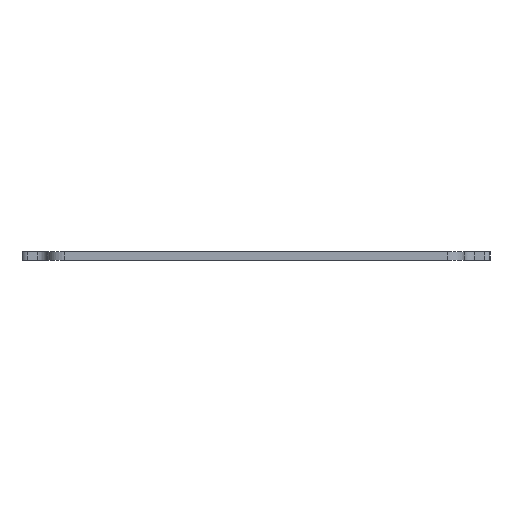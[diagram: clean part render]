
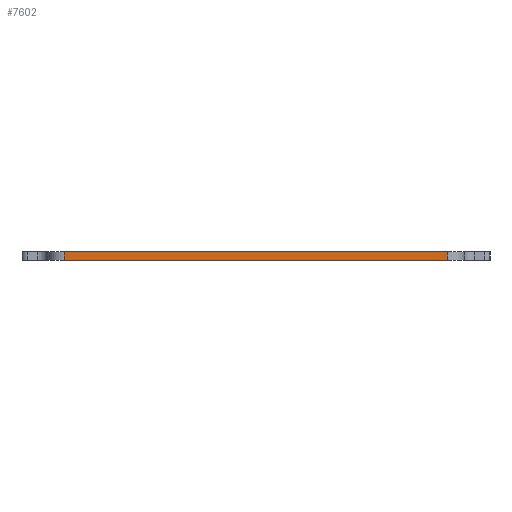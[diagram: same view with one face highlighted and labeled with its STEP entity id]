
A CAD part, left-side view. The second image highlights one B-rep face of the part: STEP entity #7602.
In plain terms, the highlighted planar face has unit normal (-1, 0, 0).
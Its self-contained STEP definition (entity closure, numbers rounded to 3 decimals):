
#161=PLANE('',#8135);
#428=FACE_OUTER_BOUND('',#813,.T.);
#813=EDGE_LOOP('',(#5518,#5519,#5520,#5521));
#1442=LINE('',#11844,#2209);
#1443=LINE('',#11848,#2210);
#1444=LINE('',#11850,#2211);
#1445=LINE('',#11851,#2212);
#2209=VECTOR('',#9478,10.);
#2210=VECTOR('',#9483,10.);
#2211=VECTOR('',#9484,10.);
#2212=VECTOR('',#9485,10.);
#3405=VERTEX_POINT('',#11841);
#3406=VERTEX_POINT('',#11843);
#3407=VERTEX_POINT('',#11847);
#3408=VERTEX_POINT('',#11849);
#4269=EDGE_CURVE('',#3405,#3406,#1442,.T.);
#4271=EDGE_CURVE('',#3405,#3407,#1443,.T.);
#4272=EDGE_CURVE('',#3408,#3407,#1444,.T.);
#4273=EDGE_CURVE('',#3406,#3408,#1445,.T.);
#5518=ORIENTED_EDGE('',*,*,#4271,.T.);
#5519=ORIENTED_EDGE('',*,*,#4272,.F.);
#5520=ORIENTED_EDGE('',*,*,#4273,.F.);
#5521=ORIENTED_EDGE('',*,*,#4269,.F.);
#7602=ADVANCED_FACE('',(#428),#161,.T.);
#8135=AXIS2_PLACEMENT_3D('',#11846,#9481,#9482);
#9478=DIRECTION('',(0.,0.,1.));
#9481=DIRECTION('center_axis',(-1.,0.,0.));
#9482=DIRECTION('ref_axis',(0.,1.,0.));
#9483=DIRECTION('',(0.,-1.,0.));
#9484=DIRECTION('',(0.,0.,-1.));
#9485=DIRECTION('',(0.,-1.,0.));
#11841=CARTESIAN_POINT('',(-191.95,-4.5,-1.6));
#11843=CARTESIAN_POINT('',(-191.95,-4.5,0.));
#11844=CARTESIAN_POINT('',(-191.95,-4.5,-1.6));
#11846=CARTESIAN_POINT('Origin',(-191.95,-77.65,-1.6));
#11847=CARTESIAN_POINT('',(-191.95,-74.65,-1.6));
#11848=CARTESIAN_POINT('',(-191.95,-58.744,-1.6));
#11849=CARTESIAN_POINT('',(-191.95,-74.65,0.));
#11850=CARTESIAN_POINT('',(-191.95,-74.65,-1.6));
#11851=CARTESIAN_POINT('',(-191.95,-58.613,0.));
